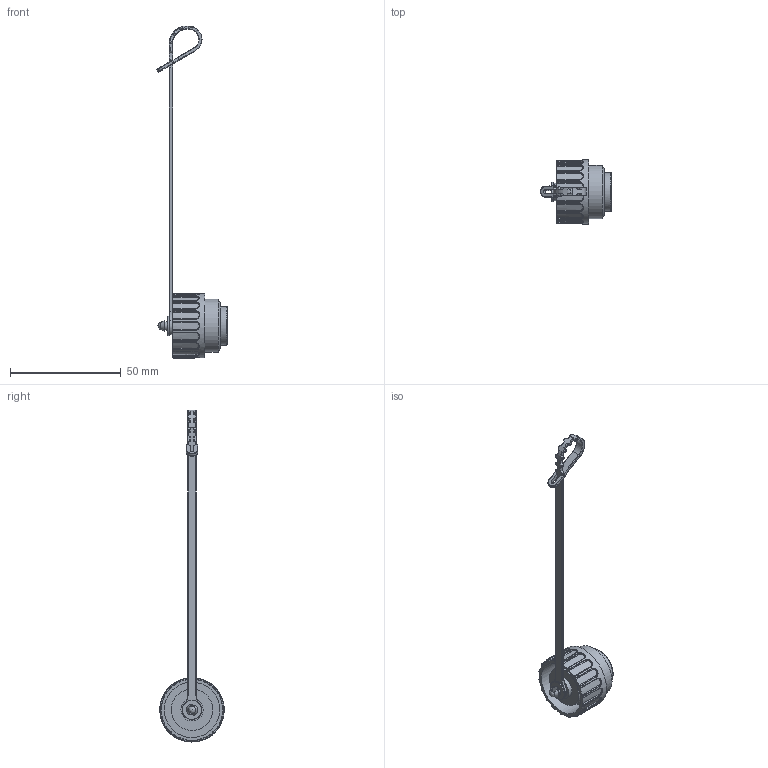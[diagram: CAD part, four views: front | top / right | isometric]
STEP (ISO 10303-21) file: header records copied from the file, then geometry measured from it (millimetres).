
FILE_DESCRIPTION((''),'2;1');
FILE_NAME('C016_00V000_010_12.stp', '2011-02-10T11:35:42',('User'),('SDRC'),'I-DEAS Master Series 9','UNIX', 'Yes');
FILE_SCHEMA(('CONFIG_CONTROL_DESIGN', 'GEOMETRIC_VALIDATION_PROPERTIES_MIM','SHAPE_APPEARANCE_LAYER_MIM'));
Length unit declared in the file: millimetre
Assembly tree (3 placements, depth 0):
Bounding box: 31.88 x 29 x 149.71 mm (x, y, z)
Volume: 8590.5 mm3; surface area: 7603.8 mm2
Topology: 3 solids, 3 shells, 731 faces, 1811 edges, 1092 vertices
Faces by surface type: bspline 731
Entity records: 28666 total; most frequent: CARTESIAN_POINT 17701, ORIENTED_EDGE 3608, EDGE_CURVE 1804, B_SPLINE_CURVE_WITH_KNOTS 1093, VERTEX_POINT 1081, EDGE_LOOP 745, FACE_OUTER_BOUND 731, ADVANCED_FACE 731
